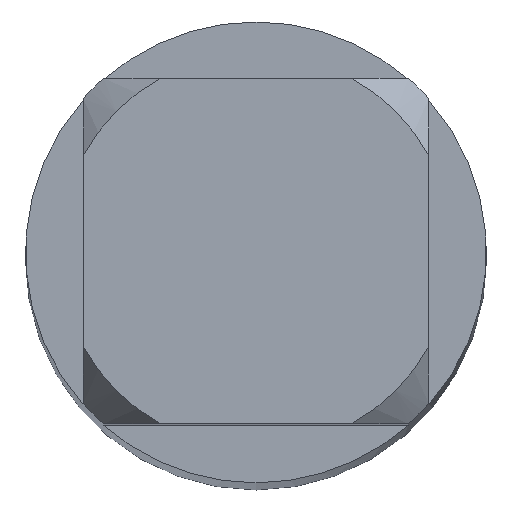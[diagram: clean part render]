
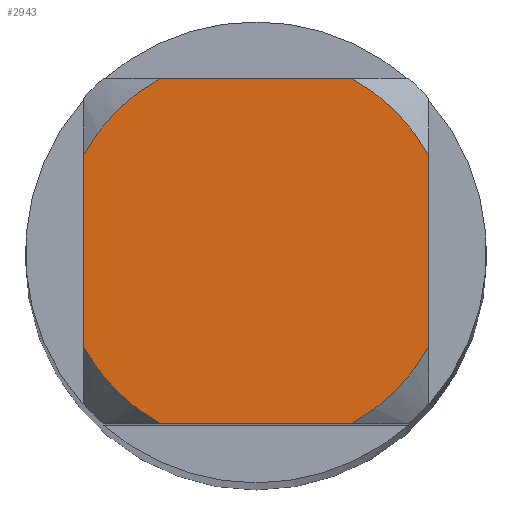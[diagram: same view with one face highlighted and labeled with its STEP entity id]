
A CAD part, top view. The second image highlights one B-rep face of the part: STEP entity #2943.
In plain terms, the highlighted planar face has unit normal (0, 0, 1).
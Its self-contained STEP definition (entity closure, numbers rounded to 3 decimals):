
#2183=VERTEX_POINT('',#6228);
#2907=VERTEX_POINT('',#7010);
#2943=ADVANCED_FACE('',(#7048),#7049,.T.);
#3467=VERTEX_POINT('',#7613);
#3897=VERTEX_POINT('',#8083);
#3993=VERTEX_POINT('',#8189);
#4181=EDGE_CURVE('',#3993,#2183,#8392,.T.);
#4195=EDGE_CURVE('',#4749,#5511,#8406,.T.);
#4437=EDGE_CURVE('',#4749,#5365,#8676,.T.);
#4749=VERTEX_POINT('',#9012);
#4837=EDGE_CURVE('',#2907,#3467,#9106,.T.);
#4841=EDGE_CURVE('',#3897,#2183,#9111,.T.);
#5357=EDGE_CURVE('',#3993,#3467,#9677,.T.);
#5365=VERTEX_POINT('',#9687);
#5387=EDGE_CURVE('',#3897,#5511,#9710,.T.);
#5393=EDGE_CURVE('',#2907,#5365,#9716,.T.);
#5511=VERTEX_POINT('',#9850);
#6228=CARTESIAN_POINT('',(-1.05,-0.581,0.0));
#7010=CARTESIAN_POINT('',(1.05,-0.581,0.0));
#7048=FACE_OUTER_BOUND('',#12299,.T.);
#7049=PLANE('',#12300);
#7613=CARTESIAN_POINT('',(0.581,-1.05,0.0));
#8083=CARTESIAN_POINT('',(-1.05,0.581,0.0));
#8189=CARTESIAN_POINT('',(-0.581,-1.05,0.0));
#8392=CIRCLE('',#14776,1.2);
#8406=LINE('',#14811,#14812);
#8676=CIRCLE('',#15268,1.2);
#9012=CARTESIAN_POINT('',(0.581,1.05,0.0));
#9106=CIRCLE('',#16172,1.2);
#9111=LINE('',#16178,#16179);
#9677=LINE('',#17134,#17135);
#9687=CARTESIAN_POINT('',(1.05,0.581,0.0));
#9710=CIRCLE('',#17188,1.2);
#9716=LINE('',#17197,#17198);
#9850=CARTESIAN_POINT('',(-0.581,1.05,0.0));
#12299=EDGE_LOOP('',(#19674,#19675,#19676,#19677,#19678,#19679,#19680,#19681));
#12300=AXIS2_PLACEMENT_3D('',#19682,#19683,#19684);
#14776=AXIS2_PLACEMENT_3D('',#21070,#21071,#21072);
#14811=CARTESIAN_POINT('',(0.0,1.05,0.0));
#14812=VECTOR('',#21076,1.0);
#15268=AXIS2_PLACEMENT_3D('',#21500,#21501,#21502);
#16172=AXIS2_PLACEMENT_3D('',#21911,#21912,#21913);
#16178=CARTESIAN_POINT('',(-1.05,0.3,0.0));
#16179=VECTOR('',#21922,1.0);
#17134=CARTESIAN_POINT('',(0.0,-1.05,0.0));
#17135=VECTOR('',#22523,1.0);
#17188=AXIS2_PLACEMENT_3D('',#22565,#22566,#22567);
#17197=CARTESIAN_POINT('',(1.05,0.3,0.0));
#17198=VECTOR('',#22569,1.0);
#19674=ORIENTED_EDGE('',*,*,#4841,.T.);
#19675=ORIENTED_EDGE('',*,*,#4181,.F.);
#19676=ORIENTED_EDGE('',*,*,#5357,.T.);
#19677=ORIENTED_EDGE('',*,*,#4837,.F.);
#19678=ORIENTED_EDGE('',*,*,#5393,.T.);
#19679=ORIENTED_EDGE('',*,*,#4437,.F.);
#19680=ORIENTED_EDGE('',*,*,#4195,.T.);
#19681=ORIENTED_EDGE('',*,*,#5387,.F.);
#19682=CARTESIAN_POINT('',(0.0,0.6,0.0));
#19683=DIRECTION('',(-0.0,0.0,1.0));
#19684=DIRECTION('',(0.0,-1.0,0.0));
#21070=CARTESIAN_POINT('',(0.0,0.0,0.0));
#21071=DIRECTION('',(0.0,0.0,-1.0));
#21072=DIRECTION('',(0.0,1.0,0.0));
#21076=DIRECTION('',(-1.0,0.0,0.0));
#21500=CARTESIAN_POINT('',(0.0,0.0,0.0));
#21501=DIRECTION('',(0.0,0.0,-1.0));
#21502=DIRECTION('',(0.0,1.0,0.0));
#21911=CARTESIAN_POINT('',(0.0,0.0,0.0));
#21912=DIRECTION('',(0.0,0.0,-1.0));
#21913=DIRECTION('',(0.0,1.0,0.0));
#21922=DIRECTION('',(-0.0,-1.0,0.0));
#22523=DIRECTION('',(1.0,0.0,0.0));
#22565=CARTESIAN_POINT('',(0.0,0.0,0.0));
#22566=DIRECTION('',(0.0,0.0,-1.0));
#22567=DIRECTION('',(0.0,1.0,0.0));
#22569=DIRECTION('',(-0.0,1.0,0.0));
